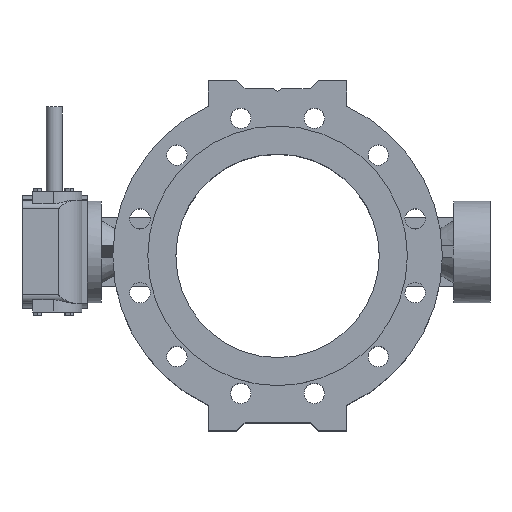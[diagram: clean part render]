
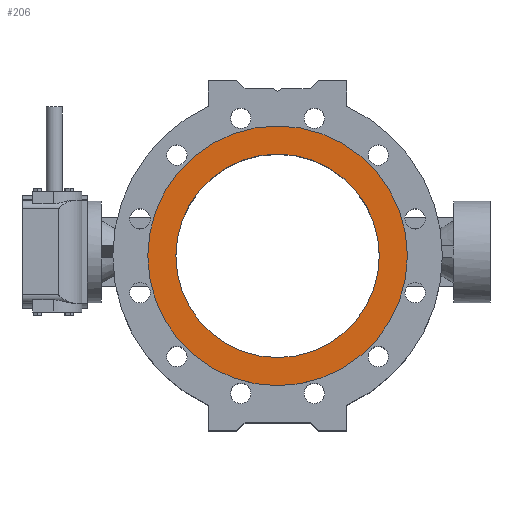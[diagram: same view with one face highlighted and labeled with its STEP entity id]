
A CAD part, top view. The second image highlights one B-rep face of the part: STEP entity #206.
In plain terms, the highlighted planar face has unit normal (0, 0, 1).
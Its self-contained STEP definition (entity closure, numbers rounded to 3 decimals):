
#113 = CARTESIAN_POINT ( 'NONE',  ( 0., 120., 125. ) ) ;
#114 = CARTESIAN_POINT ( 'NONE',  ( 0., 154.5, 125. ) ) ;
#206 = ADVANCED_FACE ( 'NONE', ( #6617, #6623 ), #1158, .F. ) ;
#1158 = PLANE ( 'NONE',  #6063 ) ;
#1160 = CARTESIAN_POINT ( 'NONE',  ( 0., -5., 125. ) ) ;
#1165 = DIRECTION ( 'NONE',  ( 0., 0., -1. ) ) ;
#1166 = DIRECTION ( 'NONE',  ( 0., 1., 0. ) ) ;
#4195 = AXIS2_PLACEMENT_3D ( 'NONE', #11745, #11746, #11747 ) ;
#4196 = AXIS2_PLACEMENT_3D ( 'NONE', #11749, #11750, #11751 ) ;
#4540 = EDGE_CURVE ( 'NONE', #14903, #14903, #12698, .T. ) ;
#4542 = EDGE_CURVE ( 'NONE', #14904, #14904, #12696, .T. ) ;
#5457 = EDGE_LOOP ( 'NONE', ( #15559 ) ) ;
#5483 = EDGE_LOOP ( 'NONE', ( #15560 ) ) ;
#6063 = AXIS2_PLACEMENT_3D ( 'NONE', #1160, #1165, #1166 ) ;
#6617 = FACE_OUTER_BOUND ( 'NONE', #5457, .T. ) ;
#6623 = FACE_BOUND ( 'NONE', #5483, .T. ) ;
#11745 = CARTESIAN_POINT ( 'NONE',  ( 0., -5., 125. ) ) ;
#11746 = DIRECTION ( 'NONE',  ( 0., 0., -1. ) ) ;
#11747 = DIRECTION ( 'NONE',  ( 0., 1., 0. ) ) ;
#11749 = CARTESIAN_POINT ( 'NONE',  ( 0., -5., 125. ) ) ;
#11750 = DIRECTION ( 'NONE',  ( 0., 0., -1. ) ) ;
#11751 = DIRECTION ( 'NONE',  ( 0., 1., 0. ) ) ;
#12696 = CIRCLE ( 'NONE', #4196, 159.5 ) ;
#12698 = CIRCLE ( 'NONE', #4195, 125. ) ;
#14903 = VERTEX_POINT ( 'NONE', #113 ) ;
#14904 = VERTEX_POINT ( 'NONE', #114 ) ;
#15559 = ORIENTED_EDGE ( 'NONE', *, *, #4542, .F. ) ;
#15560 = ORIENTED_EDGE ( 'NONE', *, *, #4540, .T. ) ;
